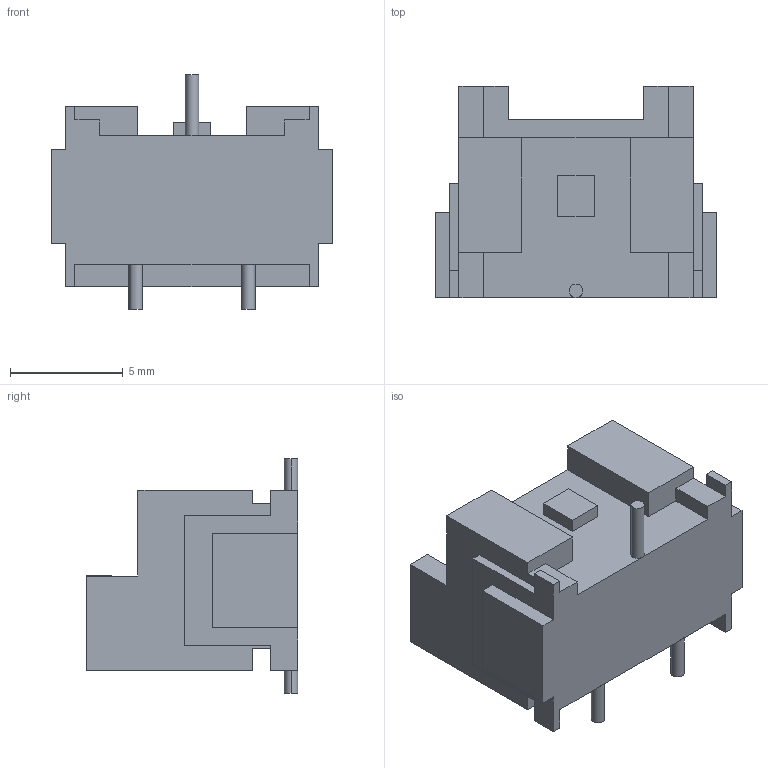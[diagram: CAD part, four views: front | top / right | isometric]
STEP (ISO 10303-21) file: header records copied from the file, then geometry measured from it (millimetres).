
FILE_DESCRIPTION (( 'STEP AP214' ), '1' );
FILE_NAME ('BM03B-XASS.STEP', '2010-06-11T06:37:00', ( ' ' ), ( '' ), 'SwSTEP 2.0', 'SolidWorks 2009', '' );
FILE_SCHEMA (( 'AUTOMOTIVE_DESIGN' ));
Length unit declared in the file: millimetre
Products named in the file (1): BM03B-XASS
Bounding box: 12.5 x 9.4 x 10.4 mm (x, y, z)
Volume: 455.9 mm3; surface area: 682.4 mm2
Topology: 1 solids, 1 shells, 85 faces, 230 edges, 151 vertices
Faces by surface type: plane 73, cylinder 12
Entity records: 3604 total; most frequent: CARTESIAN_POINT 467, ORIENTED_EDGE 460, DIRECTION 429, EDGE_CURVE 230, VECTOR 203, LINE 203, VERTEX_POINT 151, AXIS2_PLACEMENT_3D 113
